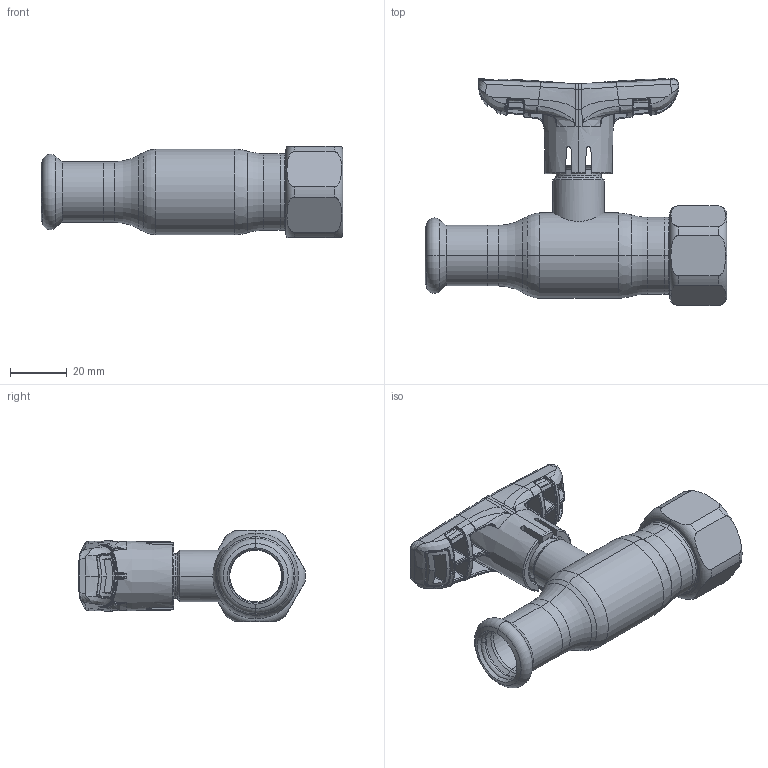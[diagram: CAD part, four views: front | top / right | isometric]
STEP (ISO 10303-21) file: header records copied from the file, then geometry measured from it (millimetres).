
FILE_DESCRIPTION (( 'STEP AP214' ), '1' );
FILE_NAME ('1015001010-1400.step', '2024-01-15T11:16:52', ( '' ), ( '' ), 'SwSTEP 2.0', 'SolidWorks 2021', '' );
FILE_SCHEMA (( 'AUTOMOTIVE_DESIGN' ));
Length unit declared in the file: millimetre
Products named in the file (1): 1015001010-1400
Bounding box: 105.8 x 79.68 x 32 mm (x, y, z)
Surface area: 23521.8 mm2 (no closed solid volume)
Topology: 0 solids, 7 shells, 731 faces, 2116 edges, 1315 vertices
Faces by surface type: bspline 567, plane 58, cylinder 42, torus 27, cone 25, sphere 12
Entity records: 55667 total; most frequent: CARTESIAN_POINT 33456, ORIENTED_EDGE 3735, EDGE_CURVE 2102, DIRECTION 1490, B_SPLINE_CURVE_WITH_KNOTS 1434, VERTEX_POINT 1311, EDGE_LOOP 740, UNCERTAINTY_MEASURE_WITH_UNIT 733
